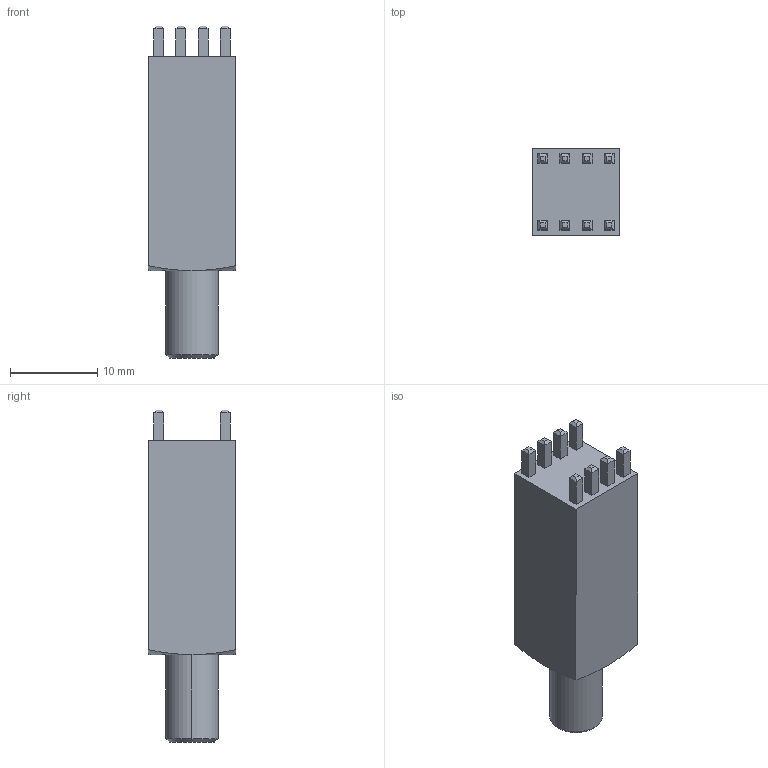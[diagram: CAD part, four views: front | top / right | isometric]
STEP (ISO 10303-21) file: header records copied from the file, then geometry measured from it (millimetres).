
FILE_DESCRIPTION (( 'STEP AP203' ), '1' );
FILE_NAME ('91042-A.STEP', '2013-12-17T15:51:24', ( 'Hajo' ), ( 'Microsoft' ), 'SwSTEP 2.0', 'SolidWorks 2011', '' );
FILE_SCHEMA (( 'CONFIG_CONTROL_DESIGN' ));
Length unit declared in the file: millimetre
Products named in the file (1): 91042-A
Bounding box: 10 x 10 x 38 mm (x, y, z)
Volume: 2762.1 mm3; surface area: 1475.7 mm2
Topology: 1 solids, 1 shells, 87 faces, 190 edges, 114 vertices
Faces by surface type: plane 79, cone 6, cylinder 2
Entity records: 2391 total; most frequent: CARTESIAN_POINT 432, ORIENTED_EDGE 380, DIRECTION 368, EDGE_CURVE 190, LINE 172, VECTOR 172, VERTEX_POINT 114, AXIS2_PLACEMENT_3D 98
